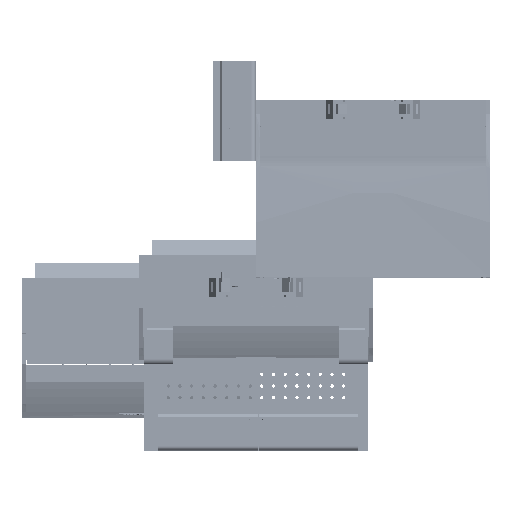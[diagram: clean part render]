
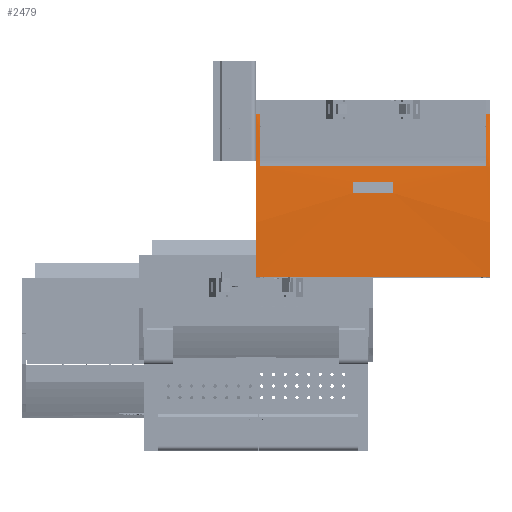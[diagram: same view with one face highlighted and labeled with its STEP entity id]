
A CAD part, top view. The second image highlights one B-rep face of the part: STEP entity #2479.
In plain terms, the highlighted cylindrical face has radius 400 mm (diameter 800 mm), a partial arc.
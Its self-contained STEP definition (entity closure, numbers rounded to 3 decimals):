
#2479 = ADVANCED_FACE( '', ( #6294, #6295 ), #6296, .T. );
#6294 = FACE_OUTER_BOUND( '', #12403, .T. );
#6295 = FACE_BOUND( '', #12404, .T. );
#6296 = CYLINDRICAL_SURFACE( '', #12405, 400. );
#12403 = EDGE_LOOP( '', ( #20174, #20175, #20176, #20177, #20178, #20179, #20180, #20181 ) );
#12404 = EDGE_LOOP( '', ( #20182, #20183, #20184, #20185 ) );
#12405 = AXIS2_PLACEMENT_3D( '', #20186, #20187, #20188 );
#20174 = ORIENTED_EDGE( '', *, *, #34066, .F. );
#20175 = ORIENTED_EDGE( '', *, *, #34651, .T. );
#20176 = ORIENTED_EDGE( '', *, *, #34652, .F. );
#20177 = ORIENTED_EDGE( '', *, *, #34653, .T. );
#20178 = ORIENTED_EDGE( '', *, *, #34654, .T. );
#20179 = ORIENTED_EDGE( '', *, *, #34655, .F. );
#20180 = ORIENTED_EDGE( '', *, *, #34656, .F. );
#20181 = ORIENTED_EDGE( '', *, *, #34657, .T. );
#20182 = ORIENTED_EDGE( '', *, *, #33584, .F. );
#20183 = ORIENTED_EDGE( '', *, *, #34658, .T. );
#20184 = ORIENTED_EDGE( '', *, *, #34659, .T. );
#20185 = ORIENTED_EDGE( '', *, *, #34660, .F. );
#20186 = CARTESIAN_POINT( '', ( 50., 363.9, -37. ) );
#20187 = DIRECTION( '', ( -1., 0., 0. ) );
#20188 = DIRECTION( '', ( 0., 0., 1. ) );
#33584 = EDGE_CURVE( '', #39153, #39154, #39155, .T. );
#34066 = EDGE_CURVE( '', #39994, #39995, #39996, .T. );
#34651 = EDGE_CURVE( '', #39994, #40993, #40994, .T. );
#34652 = EDGE_CURVE( '', #40995, #40993, #40996, .T. );
#34653 = EDGE_CURVE( '', #40995, #40997, #40998, .T. );
#34654 = EDGE_CURVE( '', #40997, #40999, #41000, .T. );
#34655 = EDGE_CURVE( '', #41001, #40999, #41002, .T. );
#34656 = EDGE_CURVE( '', #41003, #41001, #41004, .T. );
#34657 = EDGE_CURVE( '', #41003, #39995, #41005, .T. );
#34658 = EDGE_CURVE( '', #39153, #41006, #41007, .T. );
#34659 = EDGE_CURVE( '', #41006, #41008, #41009, .T. );
#34660 = EDGE_CURVE( '', #39154, #41008, #41010, .T. );
#39153 = VERTEX_POINT( '', #47636 );
#39154 = VERTEX_POINT( '', #47637 );
#39155 = CIRCLE( '', #47638, 400. );
#39994 = VERTEX_POINT( '', #49170 );
#39995 = VERTEX_POINT( '', #49171 );
#39996 = ELLIPSE( '', #49172, 400.015, 400. );
#40993 = VERTEX_POINT( '', #51052 );
#40994 = LINE( '', #51053, #51054 );
#40995 = VERTEX_POINT( '', #51055 );
#40996 = ELLIPSE( '', #51056, 400.015, 400. );
#40997 = VERTEX_POINT( '', #51057 );
#40998 = LINE( '', #51058, #51059 );
#40999 = VERTEX_POINT( '', #51060 );
#41000 = CIRCLE( '', #51061, 400. );
#41001 = VERTEX_POINT( '', #51062 );
#41002 = LINE( '', #51063, #51064 );
#41003 = VERTEX_POINT( '', #51065 );
#41004 = CIRCLE( '', #51066, 400. );
#41005 = LINE( '', #51067, #51068 );
#41006 = VERTEX_POINT( '', #51069 );
#41007 = LINE( '', #51070, #51071 );
#41008 = VERTEX_POINT( '', #51072 );
#41009 = CIRCLE( '', #51073, 400. );
#41010 = LINE( '', #51074, #51075 );
#47636 = CARTESIAN_POINT( '', ( 8.75, -34.477, -1.007 ) );
#47637 = CARTESIAN_POINT( '', ( 8.75, -34., 3.938 ) );
#47638 = AXIS2_PLACEMENT_3D( '', #61689, #61690, #61691 );
#49170 = CARTESIAN_POINT( '', ( 48.307, -33.27, 10.5 ) );
#49171 = CARTESIAN_POINT( '', ( 48.278, -29.927, 33. ) );
#49172 = AXIS2_PLACEMENT_3D( '', #62133, #62134, #62135 );
#51052 = CARTESIAN_POINT( '', ( -48.307, -33.27, 10.5 ) );
#51053 = CARTESIAN_POINT( '', ( 48.2, -33.27, 10.5 ) );
#51054 = VECTOR( '', #62697, 1000. );
#51055 = CARTESIAN_POINT( '', ( -48.278, -29.927, 33. ) );
#51056 = AXIS2_PLACEMENT_3D( '', #62698, #62699, #62700 );
#51057 = CARTESIAN_POINT( '', ( -50., -29.927, 33. ) );
#51058 = CARTESIAN_POINT( '', ( 50., -29.927, 33. ) );
#51059 = VECTOR( '', #62701, 1000. );
#51060 = CARTESIAN_POINT( '', ( -50., -36.1, -37. ) );
#51061 = AXIS2_PLACEMENT_3D( '', #62702, #62703, #62704 );
#51062 = CARTESIAN_POINT( '', ( 50., -36.1, -37. ) );
#51063 = CARTESIAN_POINT( '', ( 50., -36.1, -37. ) );
#51064 = VECTOR( '', #62705, 1000. );
#51065 = CARTESIAN_POINT( '', ( 50., -29.927, 33. ) );
#51066 = AXIS2_PLACEMENT_3D( '', #62706, #62707, #62708 );
#51067 = CARTESIAN_POINT( '', ( 50., -29.927, 33. ) );
#51068 = VECTOR( '', #62709, 1000. );
#51069 = CARTESIAN_POINT( '', ( -8.75, -34.477, -1.007 ) );
#51070 = CARTESIAN_POINT( '', ( 8.75, -34.477, -1.007 ) );
#51071 = VECTOR( '', #62710, 1000. );
#51072 = CARTESIAN_POINT( '', ( -8.75, -34., 3.938 ) );
#51073 = AXIS2_PLACEMENT_3D( '', #62711, #62712, #62713 );
#51074 = CARTESIAN_POINT( '', ( 8.75, -34., 3.938 ) );
#51075 = VECTOR( '', #62714, 1000. );
#61689 = CARTESIAN_POINT( '', ( 8.75, 363.9, -37. ) );
#61690 = DIRECTION( '', ( -1., 0., 0. ) );
#61691 = DIRECTION( '', ( 0., 1., 0. ) );
#62133 = CARTESIAN_POINT( '', ( 44.841, 363.9, -37. ) );
#62134 = DIRECTION( '', ( -1., -0.009, 0. ) );
#62135 = DIRECTION( '', ( -0.009, 1., 0. ) );
#62697 = DIRECTION( '', ( -1., 0., 0. ) );
#62698 = CARTESIAN_POINT( '', ( -44.841, 363.9, -37. ) );
#62699 = DIRECTION( '', ( 1., -0.009, 0. ) );
#62700 = DIRECTION( '', ( -0.009, -1., 0. ) );
#62701 = DIRECTION( '', ( -1., 0., 0. ) );
#62702 = CARTESIAN_POINT( '', ( -50., 363.9, -37. ) );
#62703 = DIRECTION( '', ( 1., 0., 0. ) );
#62704 = DIRECTION( '', ( 0., 1., 0. ) );
#62705 = DIRECTION( '', ( -1., 0., 0. ) );
#62706 = CARTESIAN_POINT( '', ( 50., 363.9, -37. ) );
#62707 = DIRECTION( '', ( 1., 0., 0. ) );
#62708 = DIRECTION( '', ( 0., 1., 0. ) );
#62709 = DIRECTION( '', ( -1., 0., 0. ) );
#62710 = DIRECTION( '', ( -1., 0., 0. ) );
#62711 = CARTESIAN_POINT( '', ( -8.75, 363.9, -37. ) );
#62712 = DIRECTION( '', ( -1., 0., 0. ) );
#62713 = DIRECTION( '', ( 0., 1., 0. ) );
#62714 = DIRECTION( '', ( -1., 0., 0. ) );
